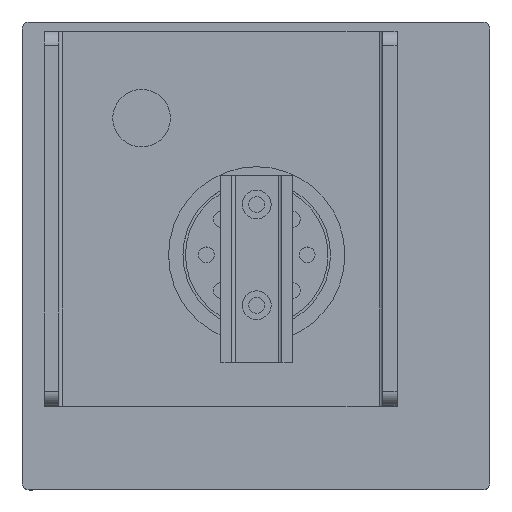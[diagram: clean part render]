
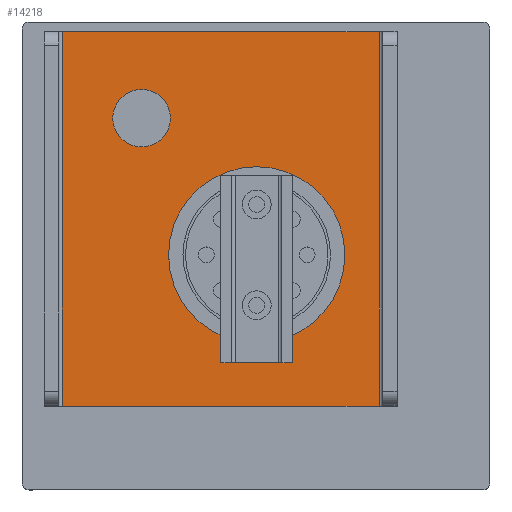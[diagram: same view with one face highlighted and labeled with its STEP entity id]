
A CAD part, top view. The second image highlights one B-rep face of the part: STEP entity #14218.
In plain terms, the highlighted planar face has unit normal (0, 0, 1).
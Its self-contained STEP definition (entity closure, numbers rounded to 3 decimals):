
#422 = CIRCLE ( 'NONE', #4994, 12.25 ) ;
#933 = CARTESIAN_POINT ( 'NONE',  ( 2.5, 0., 0. ) ) ;
#1157 = CARTESIAN_POINT ( 'NONE',  ( 41.75, 21., 0. ) ) ;
#1343 = VECTOR ( 'NONE', #16049, 1000. ) ;
#1846 = DIRECTION ( 'NONE',  ( -1., 0., 0. ) ) ;
#2104 = CARTESIAN_POINT ( 'NONE',  ( 13.5, 40., 0. ) ) ;
#2433 = CARTESIAN_POINT ( 'NONE',  ( 17.5, 40., 0. ) ) ;
#2531 = DIRECTION ( 'NONE',  ( 0., 1., 0. ) ) ;
#3626 = DIRECTION ( 'NONE',  ( 0., 0., -1. ) ) ;
#3633 = EDGE_CURVE ( 'NONE', #13320, #20041, #15566, .T. ) ;
#3755 = CARTESIAN_POINT ( 'NONE',  ( 46.5, 0., 0. ) ) ;
#3891 = ORIENTED_EDGE ( 'NONE', *, *, #14013, .F. ) ;
#4088 = ORIENTED_EDGE ( 'NONE', *, *, #23037, .F. ) ;
#4346 = CARTESIAN_POINT ( 'NONE',  ( 46.5, 52., 0. ) ) ;
#4586 = CARTESIAN_POINT ( 'NONE',  ( 2.5, 52., 0. ) ) ;
#4979 = VERTEX_POINT ( 'NONE', #3755 ) ;
#4994 = AXIS2_PLACEMENT_3D ( 'NONE', #9565, #17376, #15563 ) ;
#5094 = VERTEX_POINT ( 'NONE', #10028 ) ;
#5535 = LINE ( 'NONE', #8210, #1343 ) ;
#5772 = ORIENTED_EDGE ( 'NONE', *, *, #3633, .T. ) ;
#6226 = EDGE_CURVE ( 'NONE', #18795, #21161, #14248, .T. ) ;
#6510 = EDGE_CURVE ( 'NONE', #20440, #14547, #422, .T. ) ;
#6864 = CIRCLE ( 'NONE', #14176, 12.25 ) ;
#6895 = VECTOR ( 'NONE', #2531, 1000. ) ;
#7491 = DIRECTION ( 'NONE',  ( 1., 0., 0. ) ) ;
#7531 = DIRECTION ( 'NONE',  ( 0., 0., -1. ) ) ;
#7780 = DIRECTION ( 'NONE',  ( -1., 0., 0. ) ) ;
#8210 = CARTESIAN_POINT ( 'NONE',  ( 46.5, 52., 0. ) ) ;
#8739 = CARTESIAN_POINT ( 'NONE',  ( 29.5, 21., 0. ) ) ;
#9565 = CARTESIAN_POINT ( 'NONE',  ( 29.5, 21., 0. ) ) ;
#9676 = CIRCLE ( 'NONE', #19209, 4. ) ;
#9851 = CARTESIAN_POINT ( 'NONE',  ( 13.5, 40., 0. ) ) ;
#9852 = CARTESIAN_POINT ( 'NONE',  ( 9.5, 40., 0. ) ) ;
#9892 = ORIENTED_EDGE ( 'NONE', *, *, #14644, .T. ) ;
#10028 = CARTESIAN_POINT ( 'NONE',  ( 2.5, 0., 0. ) ) ;
#11211 = DIRECTION ( 'NONE',  ( -1., 0., 0. ) ) ;
#11817 = EDGE_LOOP ( 'NONE', ( #21883, #5772, #4088, #9892 ) ) ;
#12029 = DIRECTION ( 'NONE',  ( -1., 0., 0. ) ) ;
#12380 = AXIS2_PLACEMENT_3D ( 'NONE', #9851, #17729, #12029 ) ;
#12889 = FACE_BOUND ( 'NONE', #23840, .T. ) ;
#12968 = CARTESIAN_POINT ( 'NONE',  ( 0., 0., 0. ) ) ;
#13239 = CARTESIAN_POINT ( 'NONE',  ( 0., 52., 0. ) ) ;
#13320 = VERTEX_POINT ( 'NONE', #4346 ) ;
#13529 = PLANE ( 'NONE',  #19756 ) ;
#13625 = ORIENTED_EDGE ( 'NONE', *, *, #6226, .T. ) ;
#14013 = EDGE_CURVE ( 'NONE', #14547, #20440, #6864, .T. ) ;
#14042 = VECTOR ( 'NONE', #11211, 1000. ) ;
#14176 = AXIS2_PLACEMENT_3D ( 'NONE', #8739, #20285, #16562 ) ;
#14218 = ADVANCED_FACE ( 'NONE', ( #19142, #12889, #24554 ), #13529, .F. ) ;
#14248 = CIRCLE ( 'NONE', #12380, 4. ) ;
#14547 = VERTEX_POINT ( 'NONE', #1157 ) ;
#14644 = EDGE_CURVE ( 'NONE', #5094, #4979, #15308, .T. ) ;
#15308 = LINE ( 'NONE', #12968, #15623 ) ;
#15563 = DIRECTION ( 'NONE',  ( -1., 0., 0. ) ) ;
#15566 = LINE ( 'NONE', #13239, #14042 ) ;
#15623 = VECTOR ( 'NONE', #7491, 1000. ) ;
#15659 = LINE ( 'NONE', #933, #6895 ) ;
#16049 = DIRECTION ( 'NONE',  ( 0., -1., 0. ) ) ;
#16562 = DIRECTION ( 'NONE',  ( -1., 0., 0. ) ) ;
#16573 = EDGE_LOOP ( 'NONE', ( #16918, #3891 ) ) ;
#16918 = ORIENTED_EDGE ( 'NONE', *, *, #6510, .F. ) ;
#17376 = DIRECTION ( 'NONE',  ( 0., 0., 1. ) ) ;
#17729 = DIRECTION ( 'NONE',  ( 0., 0., -1. ) ) ;
#18795 = VERTEX_POINT ( 'NONE', #9852 ) ;
#19142 = FACE_OUTER_BOUND ( 'NONE', #11817, .T. ) ;
#19209 = AXIS2_PLACEMENT_3D ( 'NONE', #2104, #7531, #7780 ) ;
#19356 = EDGE_CURVE ( 'NONE', #13320, #4979, #5535, .T. ) ;
#19756 = AXIS2_PLACEMENT_3D ( 'NONE', #22951, #3626, #1846 ) ;
#19963 = CARTESIAN_POINT ( 'NONE',  ( 17.25, 21., 0. ) ) ;
#20041 = VERTEX_POINT ( 'NONE', #4586 ) ;
#20285 = DIRECTION ( 'NONE',  ( 0., 0., 1. ) ) ;
#20440 = VERTEX_POINT ( 'NONE', #19963 ) ;
#20905 = EDGE_CURVE ( 'NONE', #21161, #18795, #9676, .T. ) ;
#21161 = VERTEX_POINT ( 'NONE', #2433 ) ;
#21705 = ORIENTED_EDGE ( 'NONE', *, *, #20905, .T. ) ;
#21883 = ORIENTED_EDGE ( 'NONE', *, *, #19356, .F. ) ;
#22951 = CARTESIAN_POINT ( 'NONE',  ( 0., 0., 0. ) ) ;
#23037 = EDGE_CURVE ( 'NONE', #5094, #20041, #15659, .T. ) ;
#23840 = EDGE_LOOP ( 'NONE', ( #13625, #21705 ) ) ;
#24554 = FACE_BOUND ( 'NONE', #16573, .T. ) ;
